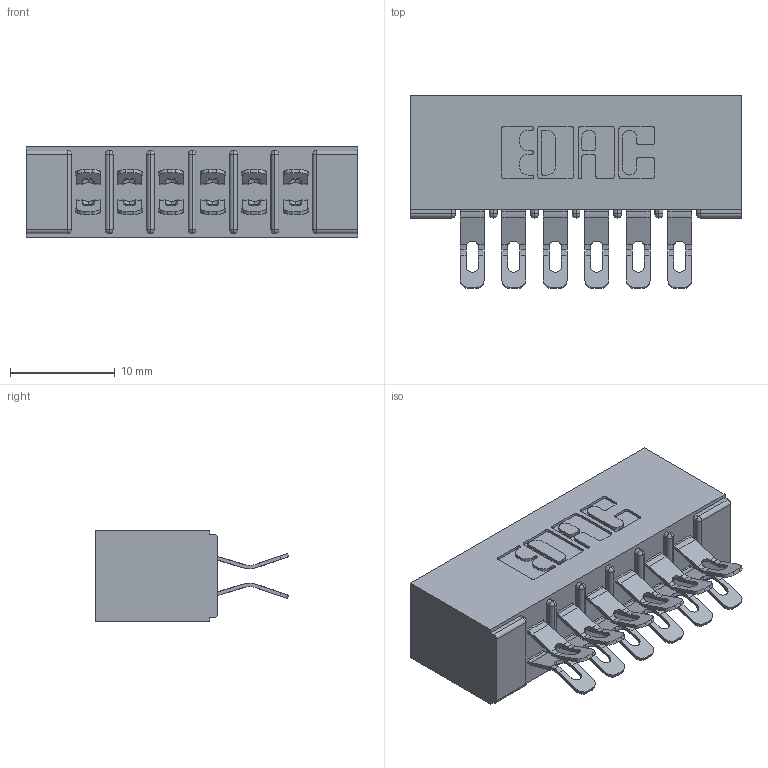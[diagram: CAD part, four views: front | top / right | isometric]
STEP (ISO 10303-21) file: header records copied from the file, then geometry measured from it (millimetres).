
FILE_DESCRIPTION (( 'STEP AP203' ), '1' );
FILE_NAME ('305-012-555-501.STEP', '2019-09-09T11:26:53', ( '' ), ( '' ), 'SwSTEP 2.0', 'SolidWorks 2016', '' );
FILE_SCHEMA (( 'CONFIG_CONTROL_DESIGN' ));
Length unit declared in the file: inch
Products named in the file (3): 305 Part_No Mounting; 305-012-555-501; 305-290-001_555
Assembly tree (13 placements, depth 2):
  305-012-555-501
    305 Part_No Mounting
    305-290-001_555  x12
Bounding box: 31.65 x 18.41 x 8.71 mm (x, y, z)
Volume: 2143.6 mm3; surface area: 4087.8 mm2
Topology: 13 solids, 13 shells, 900 faces, 2662 edges, 1740 vertices
Faces by surface type: plane 448, cylinder 428, sphere 24
Entity records: 11225 total; most frequent: CARTESIAN_POINT 1874, ORIENTED_EDGE 1844, DIRECTION 1834, EDGE_CURVE 922, LINE 690, VECTOR 690, VERTEX_POINT 596, AXIS2_PLACEMENT_3D 572
